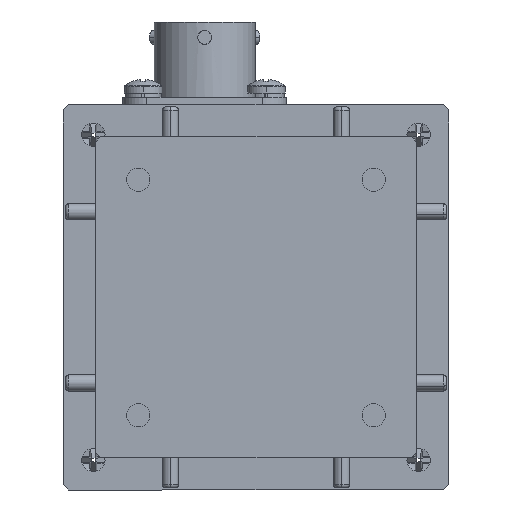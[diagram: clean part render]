
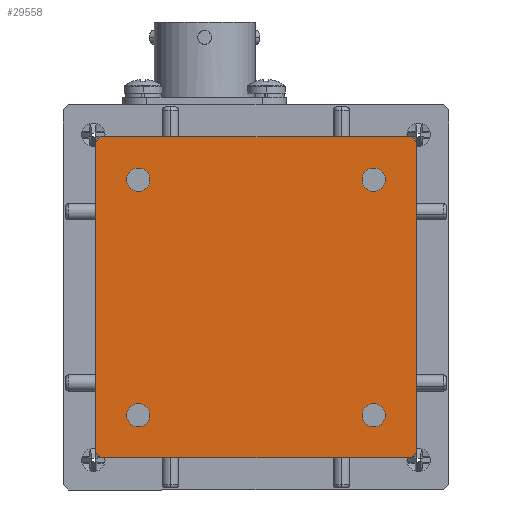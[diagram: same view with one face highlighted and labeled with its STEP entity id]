
A CAD part, front view. The second image highlights one B-rep face of the part: STEP entity #29558.
In plain terms, the highlighted planar face has unit normal (0, -1, 0).
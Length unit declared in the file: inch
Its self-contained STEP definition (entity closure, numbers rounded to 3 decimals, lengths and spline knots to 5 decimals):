
#32 = VERTEX_POINT ( 'NONE', #26571 ) ;
#268 = LINE ( 'NONE', #17010, #10529 ) ;
#283 = DIRECTION ( 'NONE',  ( 0., -1., 0. ) ) ;
#413 = EDGE_LOOP ( 'NONE', ( #25526, #15801, #19754, #5631, #5927, #8953, #4737, #665 ) ) ;
#665 = ORIENTED_EDGE ( 'NONE', *, *, #19016, .T. ) ;
#794 = VERTEX_POINT ( 'NONE', #9452 ) ;
#1169 = DIRECTION ( 'NONE',  ( 0., 1., 0. ) ) ;
#1266 = VERTEX_POINT ( 'NONE', #13262 ) ;
#1267 = DIRECTION ( 'NONE',  ( 0., 0., 1. ) ) ;
#1537 = EDGE_CURVE ( 'NONE', #27357, #8856, #268, .T. ) ;
#1714 = CARTESIAN_POINT ( 'NONE',  ( -0.9375, 0., -0.9375 ) ) ;
#2427 = CARTESIAN_POINT ( 'NONE',  ( 0.6875, 0., -0.6875 ) ) ;
#2499 = AXIS2_PLACEMENT_3D ( 'NONE', #3753, #1169, #1267 ) ;
#2655 = EDGE_CURVE ( 'NONE', #9574, #14741, #21572, .T. ) ;
#3552 = CARTESIAN_POINT ( 'NONE',  ( -0.9075, 0., 0.9375 ) ) ;
#3638 = CARTESIAN_POINT ( 'NONE',  ( -0.6875, 0., -0.6195 ) ) ;
#3668 = EDGE_CURVE ( 'NONE', #17290, #26797, #9963, .T. ) ;
#3753 = CARTESIAN_POINT ( 'NONE',  ( 0.9375, 0., 0.9375 ) ) ;
#3953 = CIRCLE ( 'NONE', #23320, 0.068 ) ;
#4249 = AXIS2_PLACEMENT_3D ( 'NONE', #9610, #283, #7467 ) ;
#4497 = DIRECTION ( 'NONE',  ( 0., -1., 0. ) ) ;
#4531 = EDGE_CURVE ( 'NONE', #12798, #18755, #24281, .T. ) ;
#4734 = VECTOR ( 'NONE', #10259, 39.37008 ) ;
#4737 = ORIENTED_EDGE ( 'NONE', *, *, #1537, .F. ) ;
#4770 = DIRECTION ( 'NONE',  ( 0., -1., 0. ) ) ;
#5027 = DIRECTION ( 'NONE',  ( 0., 0., -1. ) ) ;
#5351 = DIRECTION ( 'NONE',  ( 0., 0., -1. ) ) ;
#5405 = VERTEX_POINT ( 'NONE', #23162 ) ;
#5505 = EDGE_CURVE ( 'NONE', #21917, #26797, #16459, .T. ) ;
#5559 = CARTESIAN_POINT ( 'NONE',  ( 0.9375, 0., -0.9375 ) ) ;
#5561 = DIRECTION ( 'NONE',  ( 0., -1., 0. ) ) ;
#5631 = ORIENTED_EDGE ( 'NONE', *, *, #23011, .T. ) ;
#5795 = PLANE ( 'NONE',  #2499 ) ;
#5927 = ORIENTED_EDGE ( 'NONE', *, *, #29963, .F. ) ;
#6502 = EDGE_CURVE ( 'NONE', #1266, #8856, #18656, .T. ) ;
#6523 = CARTESIAN_POINT ( 'NONE',  ( -0.6875, 0., 0.6195 ) ) ;
#6861 = CIRCLE ( 'NONE', #11743, 0.068 ) ;
#6913 = EDGE_LOOP ( 'NONE', ( #19226, #18065 ) ) ;
#6993 = DIRECTION ( 'NONE',  ( -1., 0., 0. ) ) ;
#7067 = EDGE_LOOP ( 'NONE', ( #9479, #15807 ) ) ;
#7467 = DIRECTION ( 'NONE',  ( 0., 0., -1. ) ) ;
#7619 = VECTOR ( 'NONE', #20683, 39.37008 ) ;
#7870 = AXIS2_PLACEMENT_3D ( 'NONE', #23092, #4497, #8885 ) ;
#8307 = CARTESIAN_POINT ( 'NONE',  ( 0.9375, 0., -0.9075 ) ) ;
#8856 = VERTEX_POINT ( 'NONE', #9166 ) ;
#8885 = DIRECTION ( 'NONE',  ( 0., 0., -1. ) ) ;
#8953 = ORIENTED_EDGE ( 'NONE', *, *, #6502, .T. ) ;
#9142 = DIRECTION ( 'NONE',  ( 0., 0., -1. ) ) ;
#9166 = CARTESIAN_POINT ( 'NONE',  ( 0.9075, 0., 0.9375 ) ) ;
#9417 = CARTESIAN_POINT ( 'NONE',  ( 0.6875, 0., 0.6875 ) ) ;
#9452 = CARTESIAN_POINT ( 'NONE',  ( -0.9375, 0., 0.9075 ) ) ;
#9479 = ORIENTED_EDGE ( 'NONE', *, *, #27724, .F. ) ;
#9574 = VERTEX_POINT ( 'NONE', #29935 ) ;
#9589 = CARTESIAN_POINT ( 'NONE',  ( 0.6875, 0., 0.6195 ) ) ;
#9610 = CARTESIAN_POINT ( 'NONE',  ( -0.6875, 0., -0.6875 ) ) ;
#9844 = ORIENTED_EDGE ( 'NONE', *, *, #20651, .F. ) ;
#9869 = FACE_BOUND ( 'NONE', #21041, .T. ) ;
#9963 = LINE ( 'NONE', #28156, #27627 ) ;
#10259 = DIRECTION ( 'NONE',  ( 0., 0., -1. ) ) ;
#10500 = EDGE_LOOP ( 'NONE', ( #9844, #11089 ) ) ;
#10529 = VECTOR ( 'NONE', #18911, 39.37008 ) ;
#10964 = VECTOR ( 'NONE', #25997, 39.37008 ) ;
#11089 = ORIENTED_EDGE ( 'NONE', *, *, #15640, .F. ) ;
#11283 = CARTESIAN_POINT ( 'NONE',  ( 0.9075, 0., -0.9375 ) ) ;
#11537 = DIRECTION ( 'NONE',  ( 0., -1., 0. ) ) ;
#11591 = DIRECTION ( 'NONE',  ( 0.707, 0., 0.707 ) ) ;
#11743 = AXIS2_PLACEMENT_3D ( 'NONE', #19433, #5561, #5351 ) ;
#11756 = LINE ( 'NONE', #1714, #21352 ) ;
#11780 = AXIS2_PLACEMENT_3D ( 'NONE', #9417, #28236, #20974 ) ;
#11854 = LINE ( 'NONE', #21882, #22539 ) ;
#12096 = VERTEX_POINT ( 'NONE', #13955 ) ;
#12315 = DIRECTION ( 'NONE',  ( 0., -1., 0. ) ) ;
#12798 = VERTEX_POINT ( 'NONE', #3638 ) ;
#12826 = AXIS2_PLACEMENT_3D ( 'NONE', #28650, #12315, #5027 ) ;
#13188 = CIRCLE ( 'NONE', #4249, 0.068 ) ;
#13262 = CARTESIAN_POINT ( 'NONE',  ( 0.9375, 0., 0.9075 ) ) ;
#13822 = EDGE_CURVE ( 'NONE', #21917, #794, #11756, .T. ) ;
#13884 = CARTESIAN_POINT ( 'NONE',  ( 0.6875, 0., 0.6875 ) ) ;
#13955 = CARTESIAN_POINT ( 'NONE',  ( 0.6875, 0., -0.6195 ) ) ;
#14741 = VERTEX_POINT ( 'NONE', #6523 ) ;
#15640 = EDGE_CURVE ( 'NONE', #5405, #23731, #3953, .T. ) ;
#15801 = ORIENTED_EDGE ( 'NONE', *, *, #5505, .T. ) ;
#15807 = ORIENTED_EDGE ( 'NONE', *, *, #2655, .F. ) ;
#16179 = EDGE_CURVE ( 'NONE', #32, #12096, #16748, .T. ) ;
#16237 = CARTESIAN_POINT ( 'NONE',  ( 0.9075, 0., -0.9375 ) ) ;
#16459 = LINE ( 'NONE', #23454, #10964 ) ;
#16748 = CIRCLE ( 'NONE', #25095, 0.068 ) ;
#16834 = FACE_BOUND ( 'NONE', #10500, .T. ) ;
#17010 = CARTESIAN_POINT ( 'NONE',  ( -0.9375, 0., 0.9375 ) ) ;
#17290 = VERTEX_POINT ( 'NONE', #16237 ) ;
#17639 = VERTEX_POINT ( 'NONE', #8307 ) ;
#18065 = ORIENTED_EDGE ( 'NONE', *, *, #24313, .F. ) ;
#18286 = CARTESIAN_POINT ( 'NONE',  ( 0.9375, 0., 0.9075 ) ) ;
#18656 = LINE ( 'NONE', #18286, #7619 ) ;
#18755 = VERTEX_POINT ( 'NONE', #27829 ) ;
#18911 = DIRECTION ( 'NONE',  ( 1., 0., 0. ) ) ;
#19016 = EDGE_CURVE ( 'NONE', #27357, #794, #11854, .T. ) ;
#19226 = ORIENTED_EDGE ( 'NONE', *, *, #16179, .F. ) ;
#19433 = CARTESIAN_POINT ( 'NONE',  ( -0.6875, 0., 0.6875 ) ) ;
#19754 = ORIENTED_EDGE ( 'NONE', *, *, #3668, .F. ) ;
#20145 = CARTESIAN_POINT ( 'NONE',  ( -0.9375, 0., -0.9075 ) ) ;
#20358 = AXIS2_PLACEMENT_3D ( 'NONE', #2427, #4770, #21238 ) ;
#20651 = EDGE_CURVE ( 'NONE', #23731, #5405, #21543, .T. ) ;
#20683 = DIRECTION ( 'NONE',  ( -0.707, 0., 0.707 ) ) ;
#20933 = FACE_BOUND ( 'NONE', #6913, .T. ) ;
#20974 = DIRECTION ( 'NONE',  ( 0., 0., -1. ) ) ;
#21041 = EDGE_LOOP ( 'NONE', ( #28004, #24453 ) ) ;
#21100 = DIRECTION ( 'NONE',  ( 0., -1., 0. ) ) ;
#21238 = DIRECTION ( 'NONE',  ( 0., 0., -1. ) ) ;
#21352 = VECTOR ( 'NONE', #23069, 39.37008 ) ;
#21543 = CIRCLE ( 'NONE', #11780, 0.068 ) ;
#21572 = CIRCLE ( 'NONE', #7870, 0.068 ) ;
#21882 = CARTESIAN_POINT ( 'NONE',  ( -0.9075, 0., 0.9375 ) ) ;
#21917 = VERTEX_POINT ( 'NONE', #20145 ) ;
#22539 = VECTOR ( 'NONE', #28532, 39.37008 ) ;
#22864 = VECTOR ( 'NONE', #11591, 39.37008 ) ;
#23011 = EDGE_CURVE ( 'NONE', #17290, #17639, #26152, .T. ) ;
#23069 = DIRECTION ( 'NONE',  ( 0., 0., 1. ) ) ;
#23092 = CARTESIAN_POINT ( 'NONE',  ( -0.6875, 0., 0.6875 ) ) ;
#23127 = FACE_OUTER_BOUND ( 'NONE', #413, .T. ) ;
#23162 = CARTESIAN_POINT ( 'NONE',  ( 0.6875, 0., 0.7555 ) ) ;
#23320 = AXIS2_PLACEMENT_3D ( 'NONE', #13884, #11537, #9142 ) ;
#23454 = CARTESIAN_POINT ( 'NONE',  ( -0.9375, 0., -0.9075 ) ) ;
#23731 = VERTEX_POINT ( 'NONE', #9589 ) ;
#23965 = CIRCLE ( 'NONE', #20358, 0.068 ) ;
#24281 = CIRCLE ( 'NONE', #12826, 0.068 ) ;
#24313 = EDGE_CURVE ( 'NONE', #12096, #32, #23965, .T. ) ;
#24453 = ORIENTED_EDGE ( 'NONE', *, *, #4531, .F. ) ;
#24613 = CARTESIAN_POINT ( 'NONE',  ( -0.9075, 0., -0.9375 ) ) ;
#25095 = AXIS2_PLACEMENT_3D ( 'NONE', #29986, #21100, #25662 ) ;
#25526 = ORIENTED_EDGE ( 'NONE', *, *, #13822, .F. ) ;
#25662 = DIRECTION ( 'NONE',  ( 0., 0., -1. ) ) ;
#25997 = DIRECTION ( 'NONE',  ( 0.707, 0., -0.707 ) ) ;
#26009 = EDGE_CURVE ( 'NONE', #18755, #12798, #13188, .T. ) ;
#26152 = LINE ( 'NONE', #11283, #22864 ) ;
#26571 = CARTESIAN_POINT ( 'NONE',  ( 0.6875, 0., -0.7555 ) ) ;
#26797 = VERTEX_POINT ( 'NONE', #24613 ) ;
#27357 = VERTEX_POINT ( 'NONE', #3552 ) ;
#27627 = VECTOR ( 'NONE', #6993, 39.37008 ) ;
#27724 = EDGE_CURVE ( 'NONE', #14741, #9574, #6861, .T. ) ;
#27829 = CARTESIAN_POINT ( 'NONE',  ( -0.6875, 0., -0.7555 ) ) ;
#28004 = ORIENTED_EDGE ( 'NONE', *, *, #26009, .F. ) ;
#28156 = CARTESIAN_POINT ( 'NONE',  ( -0.9375, 0., -0.9375 ) ) ;
#28236 = DIRECTION ( 'NONE',  ( 0., -1., 0. ) ) ;
#28532 = DIRECTION ( 'NONE',  ( -0.707, 0., -0.707 ) ) ;
#28596 = LINE ( 'NONE', #5559, #4734 ) ;
#28650 = CARTESIAN_POINT ( 'NONE',  ( -0.6875, 0., -0.6875 ) ) ;
#29351 = FACE_BOUND ( 'NONE', #7067, .T. ) ;
#29558 = ADVANCED_FACE ( 'NONE', ( #16834, #20933, #9869, #29351, #23127 ), #5795, .F. ) ;
#29935 = CARTESIAN_POINT ( 'NONE',  ( -0.6875, 0., 0.7555 ) ) ;
#29963 = EDGE_CURVE ( 'NONE', #1266, #17639, #28596, .T. ) ;
#29986 = CARTESIAN_POINT ( 'NONE',  ( 0.6875, 0., -0.6875 ) ) ;
